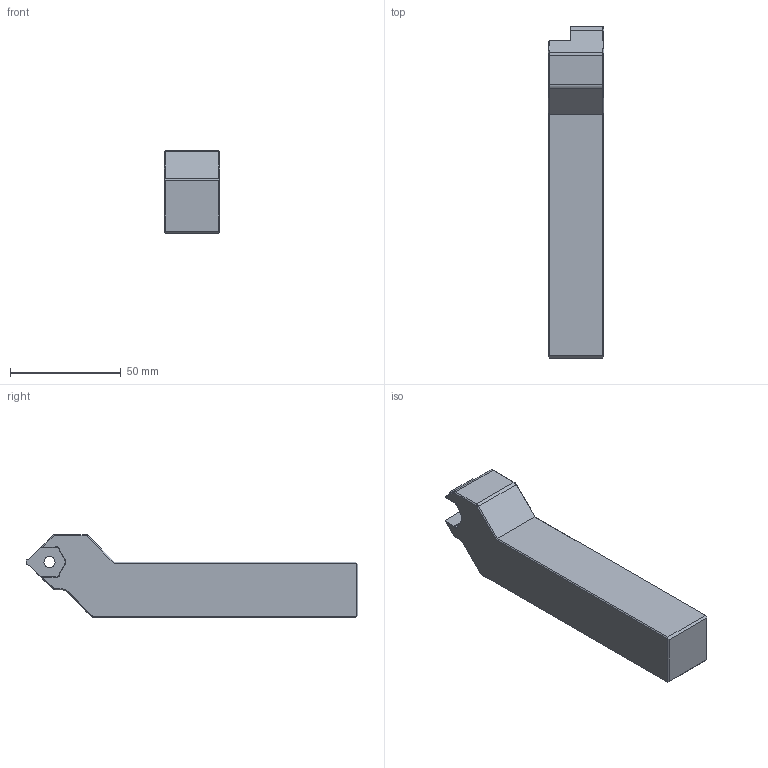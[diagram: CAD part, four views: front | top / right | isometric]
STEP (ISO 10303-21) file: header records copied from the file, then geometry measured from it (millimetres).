
FILE_DESCRIPTION (( 'STEP AP203' ), '1' );
FILE_NAME ('UTE-25-DX.STEP', '2023-07-17T08:23:46', ( 'TECNICO' ), ( '' ), 'SwSTEP 2.0', 'SolidWorks 2020', '' );
FILE_SCHEMA (( 'CONFIG_CONTROL_DESIGN' ));
Length unit declared in the file: millimetre
Products named in the file (1): UTE-25-DX
Bounding box: 25 x 150 x 37.5 mm (x, y, z)
Volume: 90897.3 mm3; surface area: 16168.8 mm2
Topology: 1 solids, 1 shells, 80 faces, 195 edges, 117 vertices
Faces by surface type: plane 43, cone 20, cylinder 17
Entity records: 2384 total; most frequent: DIRECTION 409, CARTESIAN_POINT 399, ORIENTED_EDGE 390, EDGE_CURVE 195, VECTOR 139, LINE 139, AXIS2_PLACEMENT_3D 135, VERTEX_POINT 117
